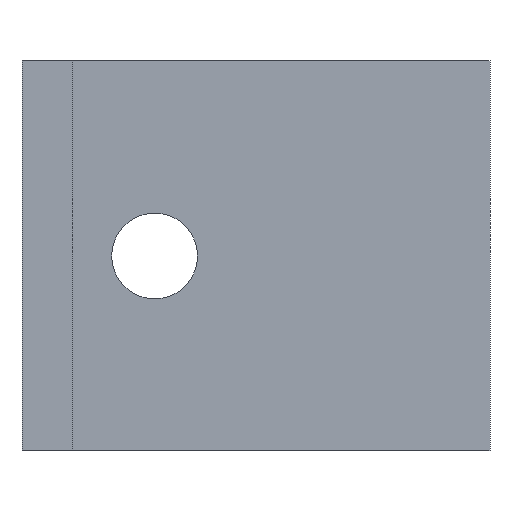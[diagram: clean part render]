
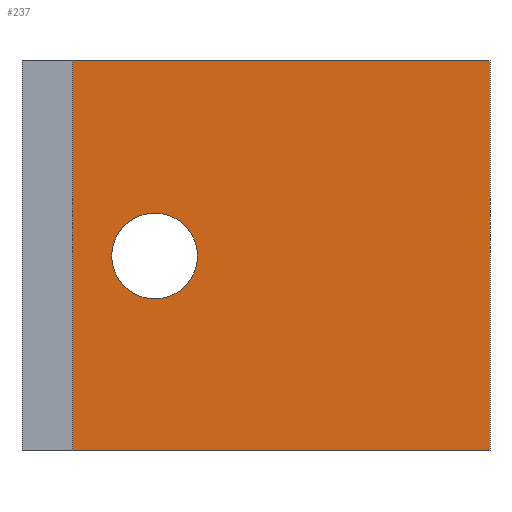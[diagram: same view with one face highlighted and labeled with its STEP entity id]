
A CAD part, front view. The second image highlights one B-rep face of the part: STEP entity #237.
In plain terms, the highlighted planar face has unit normal (0, -1, 0).
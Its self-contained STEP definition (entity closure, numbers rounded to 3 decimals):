
#51=DIRECTION('',(-1.,0.,0.));
#52=VECTOR('',#51,53.5);
#53=CARTESIAN_POINT('',(30.,-6.5,0.));
#54=LINE('',#53,#52);
#55=DIRECTION('',(0.,0.,1.));
#56=VECTOR('',#55,50.);
#57=CARTESIAN_POINT('',(-23.5,-6.5,0.));
#58=LINE('',#57,#56);
#59=DIRECTION('',(1.,0.,0.));
#60=VECTOR('',#59,53.5);
#61=CARTESIAN_POINT('',(-23.5,-6.5,50.));
#62=LINE('',#61,#60);
#63=DIRECTION('',(0.,0.,1.));
#64=VECTOR('',#63,50.);
#65=CARTESIAN_POINT('',(30.,-6.5,0.));
#66=LINE('',#65,#64);
#67=CARTESIAN_POINT('',(-13.,-6.5,25.));
#68=DIRECTION('',(0.,1.,0.));
#69=DIRECTION('',(0.,0.,1.));
#70=AXIS2_PLACEMENT_3D('',#67,#68,#69);
#72=CARTESIAN_POINT('',(-13.,-6.5,25.));
#73=DIRECTION('',(0.,1.,0.));
#74=DIRECTION('',(0.,0.,-1.));
#75=AXIS2_PLACEMENT_3D('',#72,#73,#74);
#105=CARTESIAN_POINT('',(-13.,-6.5,30.5));
#106=VERTEX_POINT('',#105);
#113=CARTESIAN_POINT('',(-13.,-6.5,19.5));
#114=VERTEX_POINT('',#113);
#121=CARTESIAN_POINT('',(30.,-6.5,50.));
#122=VERTEX_POINT('',#121);
#123=CARTESIAN_POINT('',(30.,-6.5,0.));
#124=VERTEX_POINT('',#123);
#129=CARTESIAN_POINT('',(-23.5,-6.5,0.));
#130=CARTESIAN_POINT('',(-23.5,-6.5,50.));
#131=VERTEX_POINT('',#129);
#132=VERTEX_POINT('',#130);
#219=CARTESIAN_POINT('',(30.,-6.5,50.));
#220=DIRECTION('',(0.,-1.,0.));
#221=DIRECTION('',(0.,0.,-1.));
#222=AXIS2_PLACEMENT_3D('',#219,#220,#221);
#223=PLANE('',#222);
#224=ORIENTED_EDGE('',*,*,#161,.T.);
#226=ORIENTED_EDGE('',*,*,#225,.T.);
#227=ORIENTED_EDGE('',*,*,#196,.T.);
#228=ORIENTED_EDGE('',*,*,#212,.F.);
#229=EDGE_LOOP('',(#224,#226,#227,#228));
#230=FACE_OUTER_BOUND('',#229,.F.);
#232=ORIENTED_EDGE('',*,*,#231,.F.);
#234=ORIENTED_EDGE('',*,*,#233,.F.);
#235=EDGE_LOOP('',(#232,#234));
#236=FACE_BOUND('',#235,.F.);
#237=ADVANCED_FACE('',(#230,#236),#223,.T.);
#71=CIRCLE('',#70,5.5);
#76=CIRCLE('',#75,5.5);
#161=EDGE_CURVE('',#124,#131,#54,.T.);
#196=EDGE_CURVE('',#132,#122,#62,.T.);
#212=EDGE_CURVE('',#124,#122,#66,.T.);
#225=EDGE_CURVE('',#131,#132,#58,.T.);
#231=EDGE_CURVE('',#106,#114,#71,.T.);
#233=EDGE_CURVE('',#114,#106,#76,.T.);
